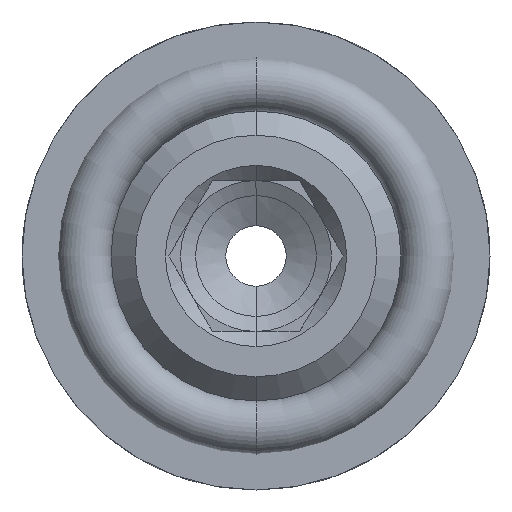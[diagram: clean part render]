
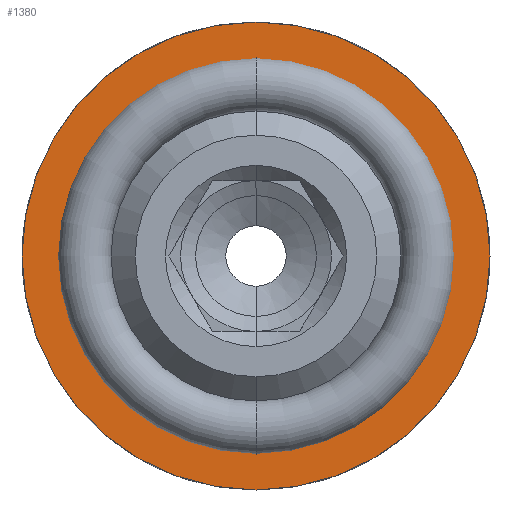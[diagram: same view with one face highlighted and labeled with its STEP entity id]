
A CAD part, front view. The second image highlights one B-rep face of the part: STEP entity #1380.
In plain terms, the highlighted planar face has unit normal (0, -1, 0).
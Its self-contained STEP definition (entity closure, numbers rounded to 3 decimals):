
#18 = AXIS2_PLACEMENT_3D ( 'NONE', #882, #871, #842 ) ;
#60 = CIRCLE ( 'NONE', #62, 6.5 ) ;
#62 = AXIS2_PLACEMENT_3D ( 'NONE', #1506, #1490, #1462 ) ;
#145 = FACE_OUTER_BOUND ( 'NONE', #595, .T. ) ;
#158 = FACE_BOUND ( 'NONE', #700, .T. ) ;
#189 = ORIENTED_EDGE ( 'NONE', *, *, #1259, .T. ) ;
#225 = ORIENTED_EDGE ( 'NONE', *, *, #1424, .F. ) ;
#265 = ORIENTED_EDGE ( 'NONE', *, *, #1255, .T. ) ;
#271 = ORIENTED_EDGE ( 'NONE', *, *, #1329, .F. ) ;
#427 = DIRECTION ( 'NONE',  ( 0., -1., 0. ) ) ;
#478 = CARTESIAN_POINT ( 'NONE',  ( 0., 6., 0. ) ) ;
#515 = DIRECTION ( 'NONE',  ( 0., 0., -1. ) ) ;
#595 = EDGE_LOOP ( 'NONE', ( #265, #189 ) ) ;
#599 = VERTEX_POINT ( 'NONE', #1578 ) ;
#691 = VERTEX_POINT ( 'NONE', #1596 ) ;
#700 = EDGE_LOOP ( 'NONE', ( #271, #225 ) ) ;
#764 = AXIS2_PLACEMENT_3D ( 'NONE', #1745, #1875, #1876 ) ;
#802 = AXIS2_PLACEMENT_3D ( 'NONE', #1804, #1915, #1737 ) ;
#803 = CIRCLE ( 'NONE', #802, 7.75 ) ;
#815 = CIRCLE ( 'NONE', #764, 7.75 ) ;
#836 = PLANE ( 'NONE',  #18 ) ;
#842 = DIRECTION ( 'NONE',  ( 0., 0., -1. ) ) ;
#871 = DIRECTION ( 'NONE',  ( 0., -1., 0. ) ) ;
#882 = CARTESIAN_POINT ( 'NONE',  ( 7.75, 6., 0. ) ) ;
#943 = AXIS2_PLACEMENT_3D ( 'NONE', #478, #427, #515 ) ;
#955 = CIRCLE ( 'NONE', #943, 6.5 ) ;
#1093 = VERTEX_POINT ( 'NONE', #1626 ) ;
#1131 = VERTEX_POINT ( 'NONE', #1633 ) ;
#1255 = EDGE_CURVE ( 'NONE', #691, #599, #815, .T. ) ;
#1259 = EDGE_CURVE ( 'NONE', #599, #691, #803, .T. ) ;
#1329 = EDGE_CURVE ( 'NONE', #1093, #1131, #955, .T. ) ;
#1380 = ADVANCED_FACE ( 'NONE', ( #145, #158 ), #836, .T. ) ;
#1424 = EDGE_CURVE ( 'NONE', #1131, #1093, #60, .T. ) ;
#1462 = DIRECTION ( 'NONE',  ( 0., 0., -1. ) ) ;
#1490 = DIRECTION ( 'NONE',  ( 0., -1., 0. ) ) ;
#1506 = CARTESIAN_POINT ( 'NONE',  ( 0., 6., 0. ) ) ;
#1578 = CARTESIAN_POINT ( 'NONE',  ( 0., 6., 7.75 ) ) ;
#1596 = CARTESIAN_POINT ( 'NONE',  ( 0., 6., -7.75 ) ) ;
#1626 = CARTESIAN_POINT ( 'NONE',  ( 0., 6., -6.5 ) ) ;
#1633 = CARTESIAN_POINT ( 'NONE',  ( 0., 6., 6.5 ) ) ;
#1737 = DIRECTION ( 'NONE',  ( 0., 0., -1. ) ) ;
#1745 = CARTESIAN_POINT ( 'NONE',  ( 0., 6., 0. ) ) ;
#1804 = CARTESIAN_POINT ( 'NONE',  ( 0., 6., 0. ) ) ;
#1875 = DIRECTION ( 'NONE',  ( 0., -1., 0. ) ) ;
#1876 = DIRECTION ( 'NONE',  ( 0., 0., -1. ) ) ;
#1915 = DIRECTION ( 'NONE',  ( 0., -1., 0. ) ) ;
